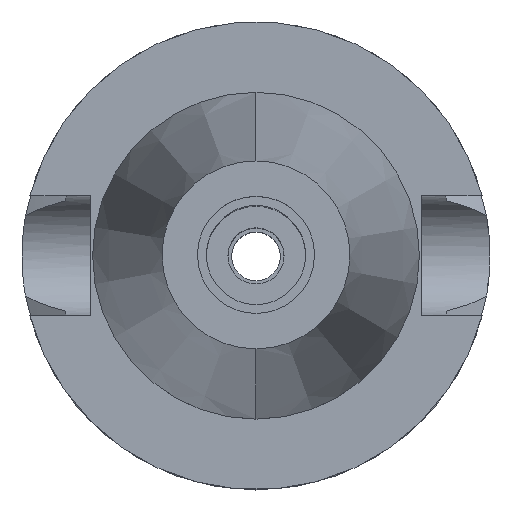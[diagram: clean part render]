
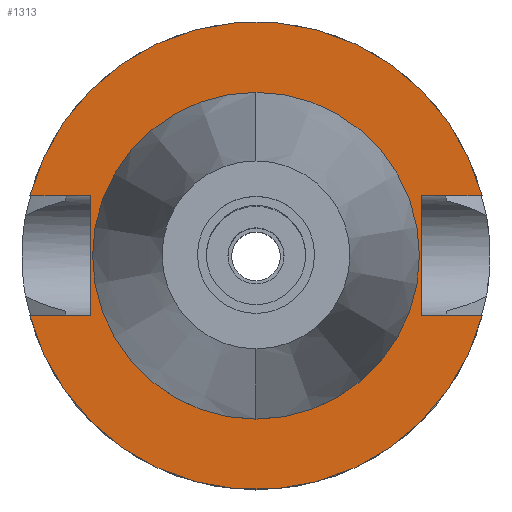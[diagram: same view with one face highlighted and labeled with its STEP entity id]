
A CAD part, top view. The second image highlights one B-rep face of the part: STEP entity #1313.
In plain terms, the highlighted planar face has unit normal (0, 0, 1).
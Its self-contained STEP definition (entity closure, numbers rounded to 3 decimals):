
#1 = CIRCLE ( 'NONE', #1559, 50. ) ;
#9 = DIRECTION ( 'NONE',  ( 0., -1., 0. ) ) ;
#24 = DIRECTION ( 'NONE',  ( 0., 0., -1. ) ) ;
#81 = EDGE_CURVE ( 'NONE', #395, #1425, #2396, .T. ) ;
#102 = EDGE_CURVE ( 'NONE', #2054, #2786, #1639, .T. ) ;
#115 = EDGE_LOOP ( 'NONE', ( #716, #1845 ) ) ;
#118 = VERTEX_POINT ( 'NONE', #2247 ) ;
#167 = EDGE_CURVE ( 'NONE', #2096, #118, #2002, .T. ) ;
#225 = DIRECTION ( 'NONE',  ( 0., 0., -1. ) ) ;
#236 = CARTESIAN_POINT ( 'NONE',  ( 35.4, 12.85, -1.5 ) ) ;
#286 = CARTESIAN_POINT ( 'NONE',  ( 35.4, -12.85, -1.5 ) ) ;
#372 = LINE ( 'NONE', #2562, #1752 ) ;
#395 = VERTEX_POINT ( 'NONE', #1812 ) ;
#445 = FACE_BOUND ( 'NONE', #115, .T. ) ;
#629 = DIRECTION ( 'NONE',  ( 0., -1., 0. ) ) ;
#631 = DIRECTION ( 'NONE',  ( 0., 0., 1. ) ) ;
#691 = EDGE_CURVE ( 'NONE', #2900, #1275, #1243, .T. ) ;
#694 = ORIENTED_EDGE ( 'NONE', *, *, #704, .F. ) ;
#704 = EDGE_CURVE ( 'NONE', #818, #2900, #1516, .T. ) ;
#716 = ORIENTED_EDGE ( 'NONE', *, *, #2186, .F. ) ;
#717 = CARTESIAN_POINT ( 'NONE',  ( -48.321, 12.85, -1.5 ) ) ;
#725 = CARTESIAN_POINT ( 'NONE',  ( -35.4, 12.85, -1.5 ) ) ;
#818 = VERTEX_POINT ( 'NONE', #286 ) ;
#943 = CARTESIAN_POINT ( 'NONE',  ( -48.321, -12.85, -1.5 ) ) ;
#987 = DIRECTION ( 'NONE',  ( 1., 0., 0. ) ) ;
#991 = AXIS2_PLACEMENT_3D ( 'NONE', #3106, #2826, #629 ) ;
#1042 = ORIENTED_EDGE ( 'NONE', *, *, #1422, .F. ) ;
#1050 = CARTESIAN_POINT ( 'NONE',  ( 35.4, 12.85, -1.5 ) ) ;
#1146 = VECTOR ( 'NONE', #1724, 1000. ) ;
#1205 = ORIENTED_EDGE ( 'NONE', *, *, #691, .F. ) ;
#1239 = DIRECTION ( 'NONE',  ( 0., 1., 0. ) ) ;
#1243 = CIRCLE ( 'NONE', #1405, 50. ) ;
#1253 = DIRECTION ( 'NONE',  ( 1., 0., 0. ) ) ;
#1275 = VERTEX_POINT ( 'NONE', #943 ) ;
#1292 = DIRECTION ( 'NONE',  ( 0., 1., 0. ) ) ;
#1313 = ADVANCED_FACE ( 'NONE', ( #2918, #445 ), #2442, .F. ) ;
#1337 = DIRECTION ( 'NONE',  ( -1., 0., 0. ) ) ;
#1405 = AXIS2_PLACEMENT_3D ( 'NONE', #1680, #1927, #9 ) ;
#1418 = EDGE_CURVE ( 'NONE', #2096, #818, #2978, .T. ) ;
#1422 = EDGE_CURVE ( 'NONE', #2786, #118, #1, .T. ) ;
#1425 = VERTEX_POINT ( 'NONE', #1710 ) ;
#1486 = CARTESIAN_POINT ( 'NONE',  ( -35.4, -12.85, -1.5 ) ) ;
#1504 = ORIENTED_EDGE ( 'NONE', *, *, #2833, .F. ) ;
#1516 = LINE ( 'NONE', #2277, #1762 ) ;
#1524 = EDGE_LOOP ( 'NONE', ( #2603, #1205, #694, #2088, #1974, #1042, #2638, #1504 ) ) ;
#1559 = AXIS2_PLACEMENT_3D ( 'NONE', #3190, #24, #1239 ) ;
#1608 = DIRECTION ( 'NONE',  ( -1., 0., 0. ) ) ;
#1610 = DIRECTION ( 'NONE',  ( 0., 1., 0. ) ) ;
#1639 = LINE ( 'NONE', #2372, #2235 ) ;
#1680 = CARTESIAN_POINT ( 'NONE',  ( 0., 0., -1.5 ) ) ;
#1710 = CARTESIAN_POINT ( 'NONE',  ( 0., 34.925, -1.5 ) ) ;
#1724 = DIRECTION ( 'NONE',  ( 0., -1., 0. ) ) ;
#1752 = VECTOR ( 'NONE', #1337, 1000. ) ;
#1762 = VECTOR ( 'NONE', #1253, 1000. ) ;
#1779 = CARTESIAN_POINT ( 'NONE',  ( 48.321, -12.85, -1.5 ) ) ;
#1812 = CARTESIAN_POINT ( 'NONE',  ( 0., -34.925, -1.5 ) ) ;
#1845 = ORIENTED_EDGE ( 'NONE', *, *, #81, .F. ) ;
#1868 = VERTEX_POINT ( 'NONE', #2647 ) ;
#1911 = VECTOR ( 'NONE', #1292, 1000. ) ;
#1927 = DIRECTION ( 'NONE',  ( 0., 0., -1. ) ) ;
#1974 = ORIENTED_EDGE ( 'NONE', *, *, #167, .T. ) ;
#2002 = LINE ( 'NONE', #1050, #2594 ) ;
#2014 = CARTESIAN_POINT ( 'NONE',  ( 35.4, 12.85, -1.5 ) ) ;
#2054 = VERTEX_POINT ( 'NONE', #725 ) ;
#2088 = ORIENTED_EDGE ( 'NONE', *, *, #1418, .F. ) ;
#2096 = VERTEX_POINT ( 'NONE', #2014 ) ;
#2186 = EDGE_CURVE ( 'NONE', #1425, #395, #3038, .T. ) ;
#2229 = LINE ( 'NONE', #1486, #1911 ) ;
#2235 = VECTOR ( 'NONE', #1608, 1000. ) ;
#2247 = CARTESIAN_POINT ( 'NONE',  ( 48.321, 12.85, -1.5 ) ) ;
#2277 = CARTESIAN_POINT ( 'NONE',  ( 35.4, -12.85, -1.5 ) ) ;
#2372 = CARTESIAN_POINT ( 'NONE',  ( -35.4, 12.85, -1.5 ) ) ;
#2396 = CIRCLE ( 'NONE', #991, 34.925 ) ;
#2442 = PLANE ( 'NONE',  #2712 ) ;
#2562 = CARTESIAN_POINT ( 'NONE',  ( -35.4, -12.85, -1.5 ) ) ;
#2594 = VECTOR ( 'NONE', #987, 1000. ) ;
#2603 = ORIENTED_EDGE ( 'NONE', *, *, #3069, .T. ) ;
#2630 = AXIS2_PLACEMENT_3D ( 'NONE', #2828, #631, #1610 ) ;
#2638 = ORIENTED_EDGE ( 'NONE', *, *, #102, .F. ) ;
#2647 = CARTESIAN_POINT ( 'NONE',  ( -35.4, -12.85, -1.5 ) ) ;
#2676 = CARTESIAN_POINT ( 'NONE',  ( 0., 0., -1.5 ) ) ;
#2712 = AXIS2_PLACEMENT_3D ( 'NONE', #2676, #225, #2888 ) ;
#2786 = VERTEX_POINT ( 'NONE', #717 ) ;
#2826 = DIRECTION ( 'NONE',  ( 0., 0., 1. ) ) ;
#2828 = CARTESIAN_POINT ( 'NONE',  ( 0., 0., -1.5 ) ) ;
#2833 = EDGE_CURVE ( 'NONE', #1868, #2054, #2229, .T. ) ;
#2888 = DIRECTION ( 'NONE',  ( 0., -1., 0. ) ) ;
#2900 = VERTEX_POINT ( 'NONE', #1779 ) ;
#2918 = FACE_OUTER_BOUND ( 'NONE', #1524, .T. ) ;
#2978 = LINE ( 'NONE', #236, #1146 ) ;
#3038 = CIRCLE ( 'NONE', #2630, 34.925 ) ;
#3069 = EDGE_CURVE ( 'NONE', #1868, #1275, #372, .T. ) ;
#3106 = CARTESIAN_POINT ( 'NONE',  ( 0., 0., -1.5 ) ) ;
#3190 = CARTESIAN_POINT ( 'NONE',  ( 0., 0., -1.5 ) ) ;
